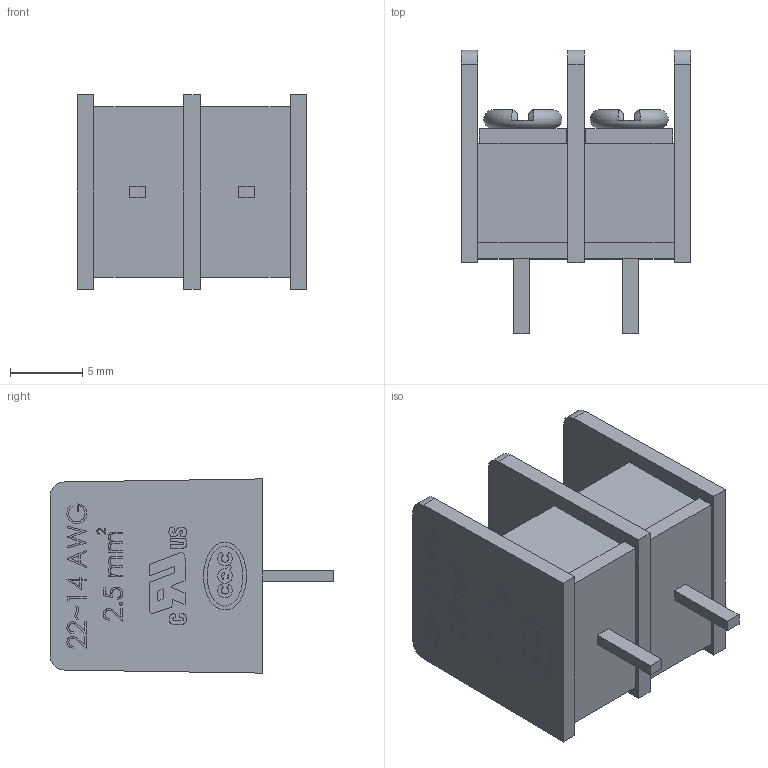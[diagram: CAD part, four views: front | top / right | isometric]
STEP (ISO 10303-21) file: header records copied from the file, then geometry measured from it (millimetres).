
FILE_DESCRIPTION (( 'STEP AP214' ), '1' );
FILE_NAME ('DEGSON DG25 300V 15A.STEP', '2023-07-11T08:23:38', ( '' ), ( '' ), 'SwSTEP 2.0', 'SolidWorks 2021', '' );
FILE_SCHEMA (( 'AUTOMOTIVE_DESIGN' ));
Length unit declared in the file: millimetre
Products named in the file (1): DEGSON DG25 300V 15A
Bounding box: 15.9 x 19.65 x 13.45 mm (x, y, z)
Volume: 1899.2 mm3; surface area: 1682.3 mm2
Topology: 1 solids, 1 shells, 627 faces, 1662 edges, 1100 vertices
Faces by surface type: plane 396, bspline 207, cylinder 20, torus 4
Entity records: 33581 total; most frequent: CARTESIAN_POINT 17781, ORIENTED_EDGE 3324, DIRECTION 2134, EDGE_CURVE 1662, LINE 1172, VECTOR 1172, VERTEX_POINT 1100, EDGE_LOOP 690
